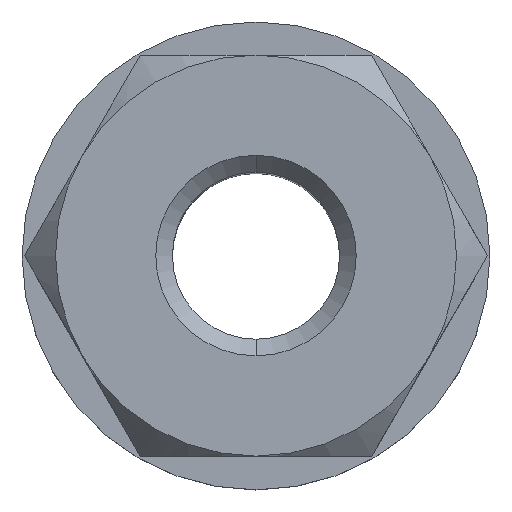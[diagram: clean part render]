
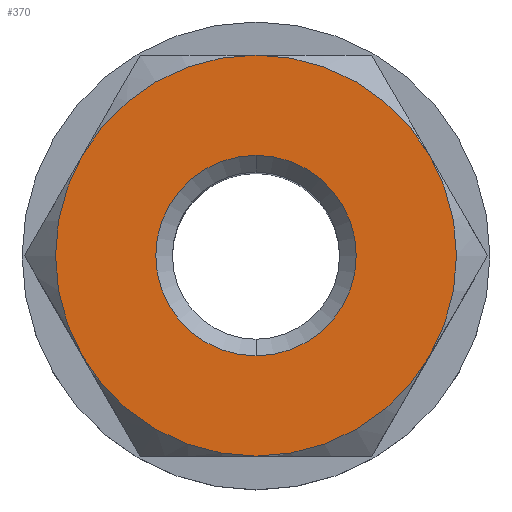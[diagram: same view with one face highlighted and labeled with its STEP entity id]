
A CAD part, top view. The second image highlights one B-rep face of the part: STEP entity #370.
In plain terms, the highlighted planar face has unit normal (0, 0, 1).
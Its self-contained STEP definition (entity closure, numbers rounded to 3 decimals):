
#240=EDGE_CURVE('',#290,#376,#603,.T.);
#244=VERTEX_POINT('',#608);
#246=EDGE_CURVE('',#414,#264,#610,.T.);
#264=VERTEX_POINT('',#629);
#290=VERTEX_POINT('',#656);
#312=EDGE_CURVE('',#338,#244,#679,.T.);
#330=EDGE_CURVE('',#244,#414,#698,.T.);
#336=EDGE_CURVE('',#376,#290,#704,.T.);
#338=VERTEX_POINT('',#706);
#370=ADVANCED_FACE('',(#741,#742),#743,.T.);
#376=VERTEX_POINT('',#749);
#414=VERTEX_POINT('',#790);
#416=EDGE_CURVE('',#490,#338,#792,.T.);
#472=EDGE_CURVE('',#532,#490,#857,.T.);
#490=VERTEX_POINT('',#880);
#526=EDGE_CURVE('',#264,#532,#924,.T.);
#532=VERTEX_POINT('',#931);
#603=CIRCLE('',#1023,6.0);
#608=CARTESIAN_POINT('',(0.,-12.0,16.0));
#610=CIRCLE('',#1031,12.0);
#629=CARTESIAN_POINT('',(10.392,6.0,16.0));
#656=CARTESIAN_POINT('',(0.,-6.0,16.0));
#679=CIRCLE('',#1146,12.0);
#698=CIRCLE('',#1171,12.0);
#704=CIRCLE('',#1180,6.0);
#706=CARTESIAN_POINT('',(-10.392,-6.0,16.0));
#741=FACE_BOUND('',#1245,.T.);
#742=FACE_OUTER_BOUND('',#1246,.T.);
#743=PLANE('',#1247);
#749=CARTESIAN_POINT('',(0.,6.0,16.0));
#790=CARTESIAN_POINT('',(10.392,-6.0,16.0));
#792=CIRCLE('',#1330,12.0);
#857=CIRCLE('',#1427,12.0);
#880=CARTESIAN_POINT('',(-10.392,6.,16.0));
#924=CIRCLE('',#1534,12.0);
#931=CARTESIAN_POINT('',(0.,12.0,16.0));
#1023=AXIS2_PLACEMENT_3D('',#1622,#1623,#1624);
#1031=AXIS2_PLACEMENT_3D('',#1632,#1633,#1634);
#1146=AXIS2_PLACEMENT_3D('',#1684,#1685,#1686);
#1171=AXIS2_PLACEMENT_3D('',#1700,#1701,#1702);
#1180=AXIS2_PLACEMENT_3D('',#1704,#1705,#1706);
#1245=EDGE_LOOP('',(#1745,#1746));
#1246=EDGE_LOOP('',(#1747,#1748,#1749,#1750,#1751,#1752));
#1247=AXIS2_PLACEMENT_3D('',#1753,#1754,#1755);
#1330=AXIS2_PLACEMENT_3D('',#1800,#1801,#1802);
#1427=AXIS2_PLACEMENT_3D('',#1893,#1894,#1895);
#1534=AXIS2_PLACEMENT_3D('',#2002,#2003,#2004);
#1622=CARTESIAN_POINT('',(0.,0.,16.0));
#1623=DIRECTION('',(0.0,0.0,-1.0));
#1624=DIRECTION('',(0.,1.0,0.0));
#1632=CARTESIAN_POINT('',(0.,0.,16.0));
#1633=DIRECTION('',(0.0,0.0,1.0));
#1634=DIRECTION('',(0.,-1.0,0.0));
#1684=CARTESIAN_POINT('',(0.,0.,16.0));
#1685=DIRECTION('',(0.0,0.0,1.0));
#1686=DIRECTION('',(0.,-1.0,0.0));
#1700=CARTESIAN_POINT('',(0.,0.,16.0));
#1701=DIRECTION('',(0.0,0.0,1.0));
#1702=DIRECTION('',(0.,-1.0,0.0));
#1704=CARTESIAN_POINT('',(0.,0.,16.0));
#1705=DIRECTION('',(0.0,0.0,-1.0));
#1706=DIRECTION('',(0.,1.0,0.0));
#1745=ORIENTED_EDGE('',*,*,#336,.T.);
#1746=ORIENTED_EDGE('',*,*,#240,.T.);
#1747=ORIENTED_EDGE('',*,*,#330,.T.);
#1748=ORIENTED_EDGE('',*,*,#246,.T.);
#1749=ORIENTED_EDGE('',*,*,#526,.T.);
#1750=ORIENTED_EDGE('',*,*,#472,.T.);
#1751=ORIENTED_EDGE('',*,*,#416,.T.);
#1752=ORIENTED_EDGE('',*,*,#312,.T.);
#1753=CARTESIAN_POINT('',(0.,0.,16.0));
#1754=DIRECTION('',(0.0,0.0,1.0));
#1755=DIRECTION('',(0.,-1.0,0.0));
#1800=CARTESIAN_POINT('',(0.,0.,16.0));
#1801=DIRECTION('',(0.0,0.0,1.0));
#1802=DIRECTION('',(0.,-1.0,0.0));
#1893=CARTESIAN_POINT('',(0.,0.,16.0));
#1894=DIRECTION('',(0.0,0.0,1.0));
#1895=DIRECTION('',(0.,-1.0,0.0));
#2002=CARTESIAN_POINT('',(0.,0.,16.0));
#2003=DIRECTION('',(0.0,0.0,1.0));
#2004=DIRECTION('',(0.,-1.0,0.0));
